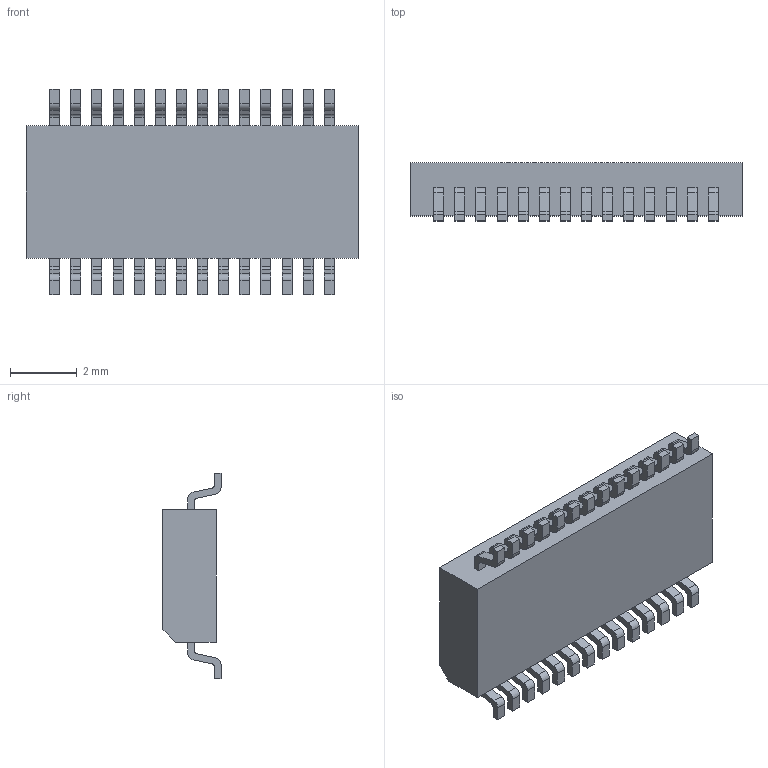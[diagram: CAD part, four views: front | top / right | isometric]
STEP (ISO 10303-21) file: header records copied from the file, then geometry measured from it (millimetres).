
FILE_DESCRIPTION (( 'STEP AP214' ), '1' );
FILE_NAME ('User Library-SSOP28_LTC1923.STEP', '2014-08-07T11:04:15', ( 'Windows User' ), ( '' ), 'SwSTEP 2.0', 'SolidWorks 2014', '' );
FILE_SCHEMA (( 'AUTOMOTIVE_DESIGN' ));
Length unit declared in the file: millimetre
Products named in the file (4): User Library-SSOP28_LTC1923_Assy_Fuss_SSOP28___ _________; User Library-SSOP28_LTC1923_Fuss_SSOP28___ _________; User Library-SSOP28_LTC1923_Part_SSOP28_LTC1923___ _________; User Library-SSOP28_LTC1923
Assembly tree (59 placements, depth 3):
  User Library-SSOP28_LTC1923
    User Library-SSOP28_LTC1923_Part_SSOP28_LTC1923___ _________
    User Library-SSOP28_LTC1923_Assy_Fuss_SSOP28___ _________  x2
      User Library-SSOP28_LTC1923_Fuss_SSOP28___ _________
Bounding box: 9.98 x 1.75 x 6.19 mm (x, y, z)
Volume: 74.4 mm3; surface area: 324.2 mm2
Topology: 113 solids, 113 shells, 1575 faces, 4047 edges, 2698 vertices
Faces by surface type: plane 1127, cylinder 448
Entity records: 1428 total; most frequent: DIRECTION 227, CARTESIAN_POINT 169, ORIENTED_EDGE 102, AXIS2_PLACEMENT_3D 92, PRODUCT_DEFINITION_SHAPE 63, ITEM_DEFINED_TRANSFORMATION 59, CONTEXT_DEPENDENT_SHAPE_REPRESENTATION 59, NEXT_ASSEMBLY_USAGE_OCCURRENCE 59
